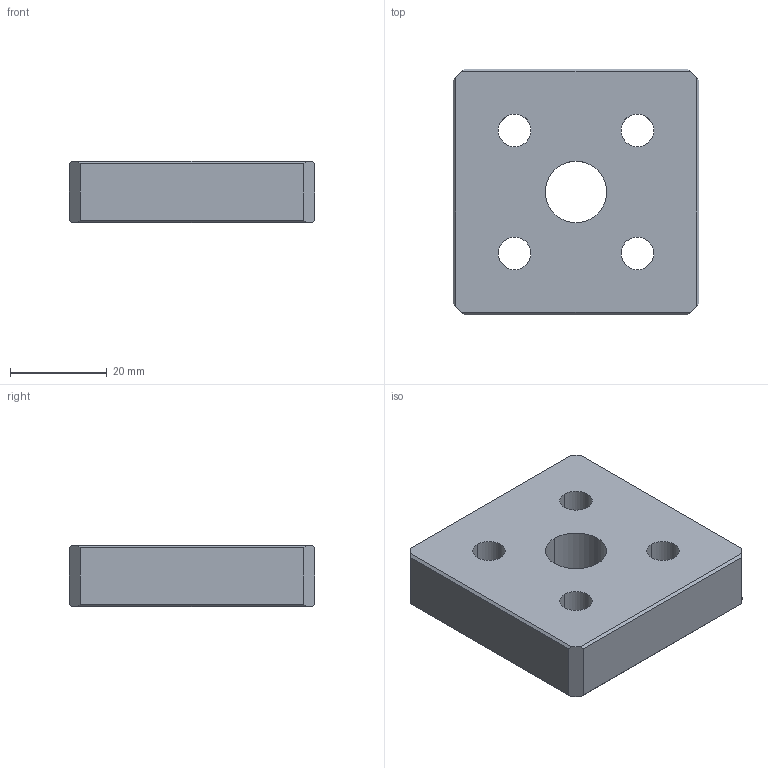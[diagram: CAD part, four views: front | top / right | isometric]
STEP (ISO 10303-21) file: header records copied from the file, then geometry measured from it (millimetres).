
FILE_DESCRIPTION((''),'2;1');
FILE_NAME('10BP2579.stp','2015-07-07T11:59:30',(''),(''),'Mechanical Desktop 2011','Mechanical Desktop 2011',', , ');
FILE_SCHEMA(('AUTOMOTIVE_DESIGN { 1 2 10303 214 1 1 1 1 }'));
Length unit declared in the file: inch
Products named in the file (1): Product
Bounding box: 50.8 x 50.8 x 12.7 mm (x, y, z)
Volume: 27610.6 mm3; surface area: 8933.2 mm2
Topology: 1 solids, 1 shells, 40 faces, 102 edges, 68 vertices
Faces by surface type: bspline 15, plane 15, cylinder 10
Entity records: 1393 total; most frequent: CARTESIAN_POINT 368, ORIENTED_EDGE 204, DIRECTION 190, EDGE_CURVE 102, VERTEX_POINT 68, VECTOR 66, LINE 66, AXIS2_PLACEMENT_3D 62
